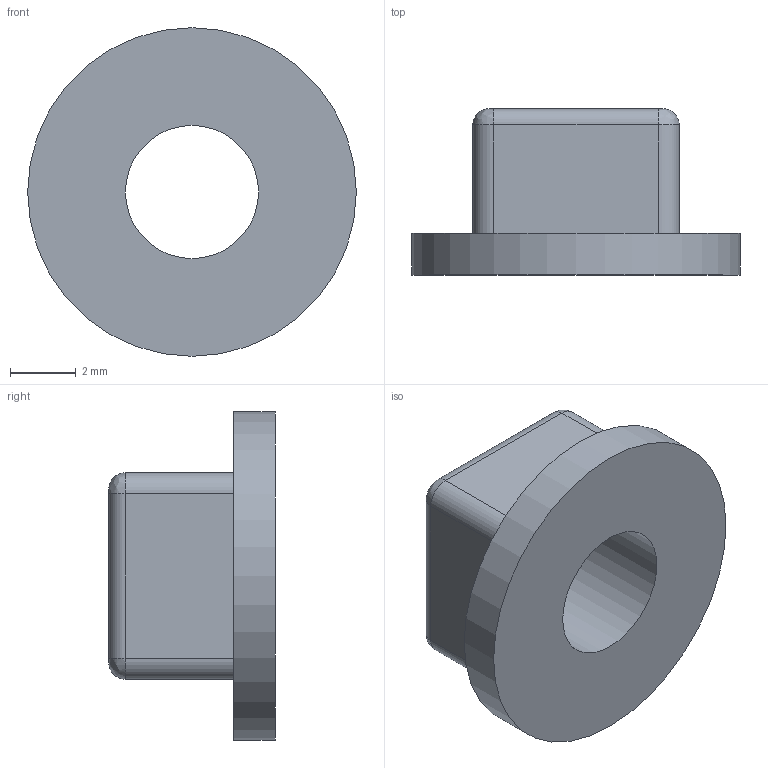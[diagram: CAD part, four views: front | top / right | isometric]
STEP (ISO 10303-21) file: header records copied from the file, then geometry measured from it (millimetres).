
FILE_DESCRIPTION(/* description */ (''),/* implementation_level */ '2;1');
FILE_NAME(/* name */ 'Free Spinning Gear Insert.ipt.step',/* time_stamp */ '2020-04-16T22:55:44-04:00',/* author */ ('Jordan'),/* organization */ (''),/* preprocessor_version */ 'ST-DEVELOPER v17',/* originating_system */ 'Autodesk Inventor 2019',/* authorisation */ '');
FILE_SCHEMA (('AUTOMOTIVE_DESIGN { 1 0 10303 214 3 1 1 }'));
Length unit declared in the file: inch
Products named in the file (1): Free Spinning Gear Insert
Bounding box: 10.03 x 5.08 x 10.03 mm (x, y, z)
Volume: 183.1 mm3; surface area: 323.6 mm2
Topology: 1 solids, 1 shells, 21 faces, 50 edges, 32 vertices
Faces by surface type: cylinder 10, plane 7, bspline 4
Full cylindrical faces by diameter (mm): 4.064 x1, 10.033 x1
Entity records: 765 total; most frequent: CARTESIAN_POINT 232, DIRECTION 106, ORIENTED_EDGE 100, EDGE_CURVE 50, AXIS2_PLACEMENT_3D 42, VERTEX_POINT 32, EDGE_LOOP 24, CIRCLE 24
